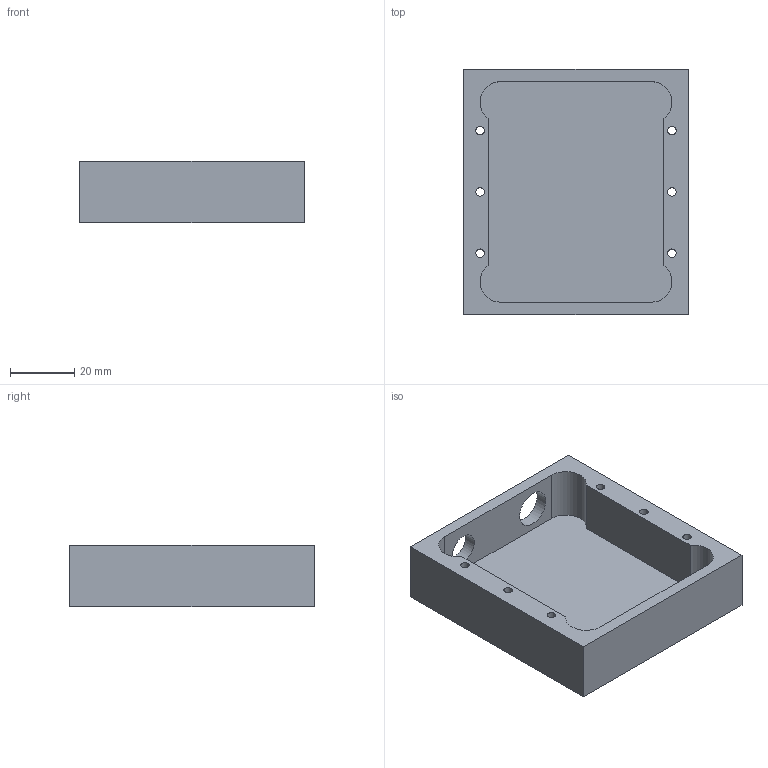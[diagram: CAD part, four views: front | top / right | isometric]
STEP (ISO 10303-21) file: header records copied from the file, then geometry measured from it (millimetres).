
FILE_DESCRIPTION(/* description */ (''),/* implementation_level */ '2;1');
FILE_NAME(/* name */ 'Light-tight_box.stp',/* time_stamp */ '2016-11-11T07:52:21-06:00',/* author */ ('HAL9000'),/* organization */ (''),/* preprocessor_version */ 'ST-DEVELOPER v15.6',/* originating_system */ 'Autodesk Inventor 2015',/* authorisation */ '');
FILE_SCHEMA (('AUTOMOTIVE_DESIGN { 1 0 10303 214 3 1 1 }'));
Length unit declared in the file: inch
Products named in the file (1): Light-tight_box
Bounding box: 69.85 x 76.2 x 19.05 mm (x, y, z)
Volume: 37178.9 mm3; surface area: 21102.5 mm2
Topology: 1 solids, 1 shells, 23 faces, 74 edges, 58 vertices
Faces by surface type: cylinder 12, plane 11
Full cylindrical faces by diameter (mm): 2.642 x6, 9.525 x1, 11.509 x1
Entity records: 777 total; most frequent: DIRECTION 132, CARTESIAN_POINT 130, ORIENTED_EDGE 104, EDGE_CURVE 52, AXIS2_PLACEMENT_3D 50, EDGE_LOOP 48, VERTEX_POINT 40, LINE 32
